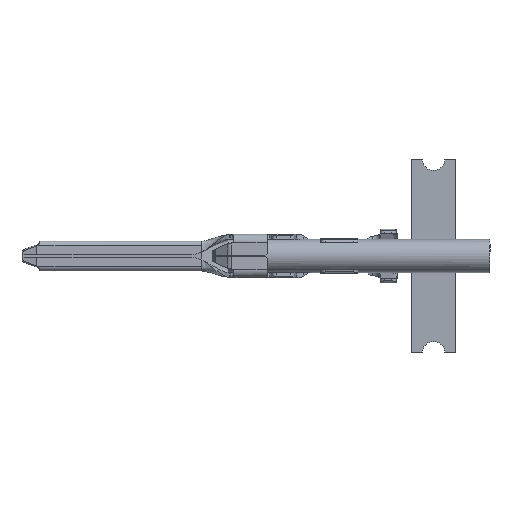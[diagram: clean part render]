
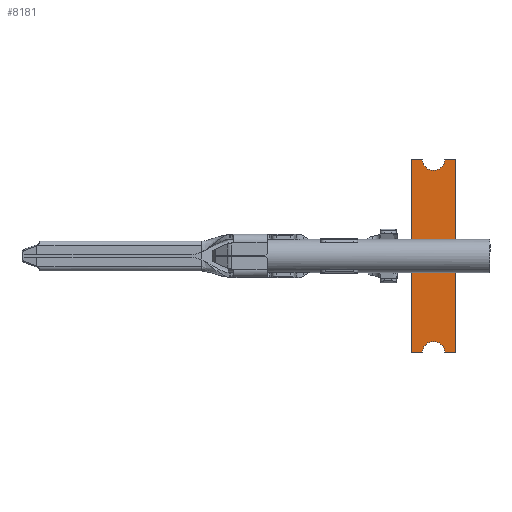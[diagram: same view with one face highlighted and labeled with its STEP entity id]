
A CAD part, top view. The second image highlights one B-rep face of the part: STEP entity #8181.
In plain terms, the highlighted planar face has unit normal (0, 0, 1).
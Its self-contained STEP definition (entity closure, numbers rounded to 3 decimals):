
#7515=CARTESIAN_POINT('',(23.622,0.595,-1.08));
#7516=VERTEX_POINT('',#7515);
#7566=CARTESIAN_POINT('',(23.622,-0.595,-1.08));
#7567=VERTEX_POINT('',#7566);
#7838=CARTESIAN_POINT('',(23.622,-0.595,-1.08));
#7839=DIRECTION('',(0.,1.,0.));
#7840=VECTOR('',#7839,1.19);
#7841=LINE('',#7838,#7840);
#7842=EDGE_CURVE('',#7567,#7516,#7841,.T.);
#7853=CARTESIAN_POINT('',(23.714,0.595,-1.08));
#7854=VERTEX_POINT('',#7853);
#7855=CARTESIAN_POINT('',(23.622,0.595,-1.08));
#7856=DIRECTION('',(1.,0.,0.));
#7857=VECTOR('',#7856,0.092);
#7858=LINE('',#7855,#7857);
#7859=EDGE_CURVE('',#7516,#7854,#7858,.T.);
#7878=CARTESIAN_POINT('',(23.714,-0.595,-1.08));
#7879=VERTEX_POINT('',#7878);
#7886=CARTESIAN_POINT('',(23.714,-0.595,-1.08));
#7887=DIRECTION('',(-1.,0.,0.));
#7888=VECTOR('',#7887,0.092);
#7889=LINE('',#7886,#7888);
#7890=EDGE_CURVE('',#7879,#7567,#7889,.T.);
#7900=CARTESIAN_POINT('',(24.675,-5.951,-1.08));
#7901=VERTEX_POINT('',#7900);
#7909=CARTESIAN_POINT('',(26.049,-5.951,-1.08));
#7910=VERTEX_POINT('',#7909);
#7917=CARTESIAN_POINT('',(25.362,-5.951,-1.08));
#7918=DIRECTION('',(1.,0.,0.));
#7919=DIRECTION('',(0.,0.,1.));
#7920=AXIS2_PLACEMENT_3D('',#7917,#7919,#7918);
#7921=CIRCLE('',#7920,0.687);
#7922=EDGE_CURVE('',#7910,#7901,#7921,.T.);
#7934=CARTESIAN_POINT('',(26.736,-5.951,-1.08));
#7935=VERTEX_POINT('',#7934);
#7942=CARTESIAN_POINT('',(26.736,-5.951,-1.08));
#7943=DIRECTION('',(-1.,0.,0.));
#7944=VECTOR('',#7943,0.687);
#7945=LINE('',#7942,#7944);
#7946=EDGE_CURVE('',#7935,#7910,#7945,.T.);
#7958=CARTESIAN_POINT('',(26.736,5.951,-1.08));
#7959=VERTEX_POINT('',#7958);
#7966=CARTESIAN_POINT('',(26.736,5.951,-1.08));
#7967=DIRECTION('',(0.,-1.,0.));
#7968=VECTOR('',#7967,11.903);
#7969=LINE('',#7966,#7968);
#7970=EDGE_CURVE('',#7959,#7935,#7969,.T.);
#7982=CARTESIAN_POINT('',(26.049,5.951,-1.08));
#7983=VERTEX_POINT('',#7982);
#7990=CARTESIAN_POINT('',(26.049,5.951,-1.08));
#7991=DIRECTION('',(1.,0.,0.));
#7992=VECTOR('',#7991,0.687);
#7993=LINE('',#7990,#7992);
#7994=EDGE_CURVE('',#7983,#7959,#7993,.T.);
#8006=CARTESIAN_POINT('',(24.675,5.951,-1.08));
#8007=VERTEX_POINT('',#8006);
#8014=CARTESIAN_POINT('',(25.362,5.951,-1.08));
#8015=DIRECTION('',(-1.,0.,0.));
#8016=DIRECTION('',(0.,0.,1.));
#8017=AXIS2_PLACEMENT_3D('',#8014,#8016,#8015);
#8018=CIRCLE('',#8017,0.687);
#8019=EDGE_CURVE('',#8007,#7983,#8018,.T.);
#8031=CARTESIAN_POINT('',(23.989,5.951,-1.08));
#8032=VERTEX_POINT('',#8031);
#8039=CARTESIAN_POINT('',(23.989,5.951,-1.08));
#8040=DIRECTION('',(1.,0.,0.));
#8041=VECTOR('',#8040,0.687);
#8042=LINE('',#8039,#8041);
#8043=EDGE_CURVE('',#8032,#8007,#8042,.T.);
#8055=CARTESIAN_POINT('',(23.989,0.87,-1.08));
#8056=VERTEX_POINT('',#8055);
#8063=CARTESIAN_POINT('',(23.989,0.87,-1.08));
#8064=DIRECTION('',(0.,1.,0.));
#8065=VECTOR('',#8064,5.082);
#8066=LINE('',#8063,#8065);
#8067=EDGE_CURVE('',#8056,#8032,#8066,.T.);
#8077=CARTESIAN_POINT('',(23.989,-5.951,-1.08));
#8078=VERTEX_POINT('',#8077);
#8085=CARTESIAN_POINT('',(23.989,-0.87,-1.08));
#8086=VERTEX_POINT('',#8085);
#8087=CARTESIAN_POINT('',(23.989,-5.951,-1.08));
#8088=DIRECTION('',(0.,1.,0.));
#8089=VECTOR('',#8088,5.082);
#8090=LINE('',#8087,#8089);
#8091=EDGE_CURVE('',#8078,#8086,#8090,.T.);
#8111=CARTESIAN_POINT('',(24.675,-5.951,-1.08));
#8112=DIRECTION('',(-1.,0.,0.));
#8113=VECTOR('',#8112,0.687);
#8114=LINE('',#8111,#8113);
#8115=EDGE_CURVE('',#7901,#8078,#8114,.T.);
#8125=CARTESIAN_POINT('',(26.049,0.,-1.08));
#8126=VERTEX_POINT('',#8125);
#8135=CARTESIAN_POINT('',(25.362,0.,-1.08));
#8136=DIRECTION('',(1.,0.,-0.));
#8137=DIRECTION('',(0.,0.,1.));
#8138=AXIS2_PLACEMENT_3D('',#8135,#8137,#8136);
#8139=CIRCLE('',#8138,0.687);
#8140=EDGE_CURVE('',#8126,#8126,#8139,.T.);
#8145=CARTESIAN_POINT('',(25.179,0.,-1.08));
#8146=DIRECTION('',(1.,0.,0.));
#8147=DIRECTION('',(0.,0.,1.));
#8148=AXIS2_PLACEMENT_3D('',#8145,#8147,#8146);
#8149=PLANE('',#8148);
#8150=ORIENTED_EDGE('',*,*,#7922,.F.);
#8151=ORIENTED_EDGE('',*,*,#7946,.F.);
#8152=ORIENTED_EDGE('',*,*,#7970,.F.);
#8153=ORIENTED_EDGE('',*,*,#7994,.F.);
#8154=ORIENTED_EDGE('',*,*,#8019,.F.);
#8155=ORIENTED_EDGE('',*,*,#8043,.F.);
#8156=ORIENTED_EDGE('',*,*,#8067,.F.);
#8157=CARTESIAN_POINT('',(23.714,0.87,-1.08));
#8158=DIRECTION('',(1.,0.,0.));
#8159=DIRECTION('',(0.,0.,-1.));
#8160=AXIS2_PLACEMENT_3D('',#8157,#8159,#8158);
#8161=CIRCLE('',#8160,0.275);
#8162=EDGE_CURVE('',#8056,#7854,#8161,.T.);
#8163=ORIENTED_EDGE('',*,*,#8162,.T.);
#8164=ORIENTED_EDGE('',*,*,#7859,.F.);
#8165=ORIENTED_EDGE('',*,*,#7842,.F.);
#8166=ORIENTED_EDGE('',*,*,#7890,.F.);
#8167=CARTESIAN_POINT('',(23.714,-0.87,-1.08));
#8168=DIRECTION('',(0.,1.,0.));
#8169=DIRECTION('',(0.,0.,-1.));
#8170=AXIS2_PLACEMENT_3D('',#8167,#8169,#8168);
#8171=CIRCLE('',#8170,0.275);
#8172=EDGE_CURVE('',#7879,#8086,#8171,.T.);
#8173=ORIENTED_EDGE('',*,*,#8172,.T.);
#8174=ORIENTED_EDGE('',*,*,#8091,.F.);
#8175=ORIENTED_EDGE('',*,*,#8115,.F.);
#8176=EDGE_LOOP('',(#8150,#8151,#8152,#8153,#8154,#8155,#8156,#8163,#8164,#8165,#8166,#8173,#8174,#8175));
#8177=FACE_OUTER_BOUND('',#8176,.T.);
#8178=ORIENTED_EDGE('',*,*,#8140,.F.);
#8179=EDGE_LOOP('',(#8178));
#8180=FACE_BOUND('',#8179,.T.);
#8181=ADVANCED_FACE('',(#8177,#8180),#8149,.T.);
